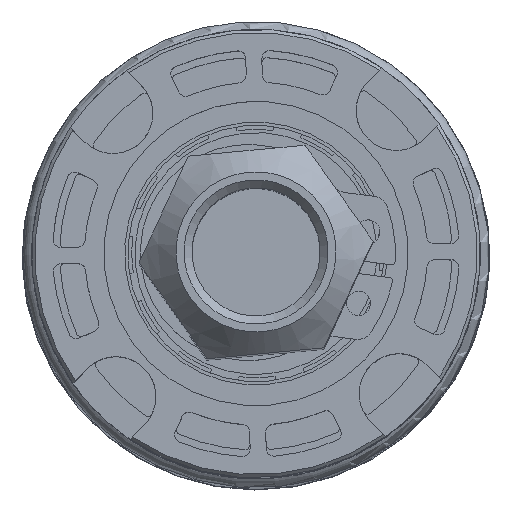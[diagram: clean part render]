
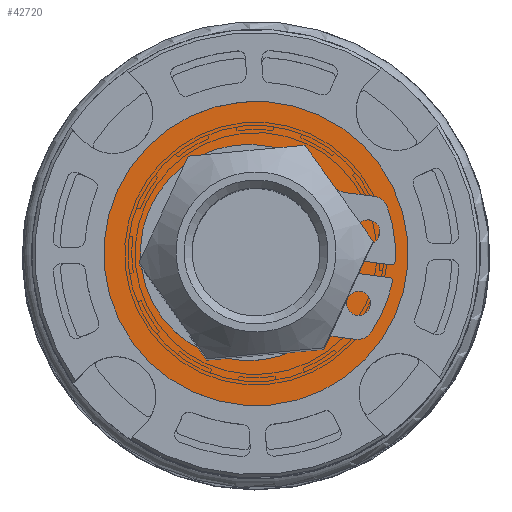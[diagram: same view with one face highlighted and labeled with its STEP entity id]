
A CAD part, top view. The second image highlights one B-rep face of the part: STEP entity #42720.
In plain terms, the highlighted planar face has unit normal (0, 0, 1).
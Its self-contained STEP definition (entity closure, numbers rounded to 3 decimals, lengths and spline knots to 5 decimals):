
#1602=FACE_BOUND('',#15292,.T.);
#2654=PLANE('',#46349);
#12918=FACE_OUTER_BOUND('',#15291,.T.);
#15291=EDGE_LOOP('',(#37043,#37044));
#15292=EDGE_LOOP('',(#37045,#37046));
#17169=CIRCLE('',#46339,0.24409);
#17170=CIRCLE('',#46340,0.24409);
#17174=CIRCLE('',#46345,0.37402);
#17175=CIRCLE('',#46346,0.37402);
#20834=VERTEX_POINT('',#71888);
#20835=VERTEX_POINT('',#71889);
#20840=VERTEX_POINT('',#71901);
#20841=VERTEX_POINT('',#71903);
#26439=EDGE_CURVE('',#20834,#20835,#17169,.T.);
#26440=EDGE_CURVE('',#20835,#20834,#17170,.T.);
#26446=EDGE_CURVE('',#20840,#20841,#17174,.T.);
#26447=EDGE_CURVE('',#20841,#20840,#17175,.T.);
#37043=ORIENTED_EDGE('',*,*,#26447,.F.);
#37044=ORIENTED_EDGE('',*,*,#26446,.F.);
#37045=ORIENTED_EDGE('',*,*,#26439,.T.);
#37046=ORIENTED_EDGE('',*,*,#26440,.T.);
#42720=ADVANCED_FACE('',(#12918,#1602),#2654,.T.);
#46339=AXIS2_PLACEMENT_3D('',#71890,#56385,#56386);
#46340=AXIS2_PLACEMENT_3D('',#71891,#56387,#56388);
#46345=AXIS2_PLACEMENT_3D('',#71904,#56399,#56400);
#46346=AXIS2_PLACEMENT_3D('',#71905,#56401,#56402);
#46349=AXIS2_PLACEMENT_3D('',#71908,#56407,#56408);
#56385=DIRECTION('center_axis',(0.,0.,
-1.));
#56386=DIRECTION('ref_axis',(0.7,0.715,0.));
#56387=DIRECTION('center_axis',(0.,0.,
-1.));
#56388=DIRECTION('ref_axis',(0.7,0.715,0.));
#56399=DIRECTION('center_axis',(0.,0.,
-1.));
#56400=DIRECTION('ref_axis',(0.7,0.715,0.));
#56401=DIRECTION('center_axis',(0.,0.,
-1.));
#56402=DIRECTION('ref_axis',(0.7,0.715,0.));
#56407=DIRECTION('center_axis',(0.,0.,
1.));
#56408=DIRECTION('ref_axis',(-0.7,-0.715,0.));
#71888=CARTESIAN_POINT('',(1.17412,-1.72839,4.42128));
#71889=CARTESIAN_POINT('',(0.83261,-2.07725,4.42128));
#71890=CARTESIAN_POINT('Origin',(1.00336,-1.90282,4.42128));
#71891=CARTESIAN_POINT('Origin',(1.00336,-1.90282,4.42128));
#71901=CARTESIAN_POINT('',(0.74172,-2.17009,4.42128));
#71903=CARTESIAN_POINT('',(1.265,-1.63555,4.42128));
#71904=CARTESIAN_POINT('Origin',(1.00336,-1.90282,4.42128));
#71905=CARTESIAN_POINT('Origin',(1.00336,-1.90282,4.42128));
#71908=CARTESIAN_POINT('Origin',(1.00336,-1.90282,4.42128));
